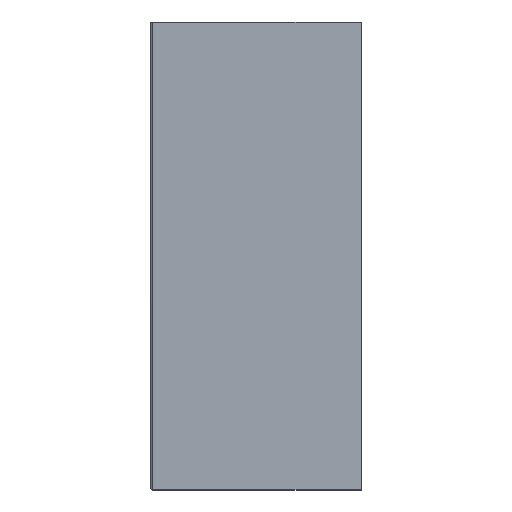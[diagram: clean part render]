
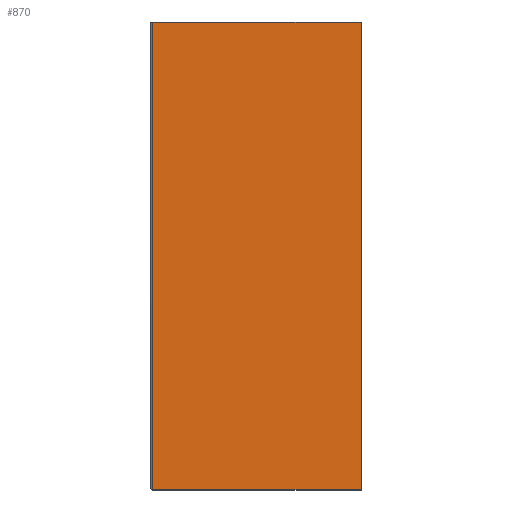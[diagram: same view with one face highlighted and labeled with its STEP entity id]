
A CAD part, left-side view. The second image highlights one B-rep face of the part: STEP entity #870.
In plain terms, the highlighted planar face has unit normal (-1, 0, 0).
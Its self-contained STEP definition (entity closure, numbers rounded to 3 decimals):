
#41 = ORIENTED_EDGE ( 'NONE', *, *, #929, .F. ) ;
#59 = CARTESIAN_POINT ( 'NONE',  ( 0., 0., 0. ) ) ;
#94 = LINE ( 'NONE', #59, #1506 ) ;
#163 = VECTOR ( 'NONE', #1368, 1000. ) ;
#182 = DIRECTION ( 'NONE',  ( 1., 0., 0. ) ) ;
#198 = EDGE_CURVE ( 'NONE', #1141, #1553, #392, .T. ) ;
#208 = EDGE_CURVE ( 'NONE', #1553, #521, #1234, .T. ) ;
#333 = DIRECTION ( 'NONE',  ( 0., 0., -1. ) ) ;
#344 = DIRECTION ( 'NONE',  ( 0., -1., 0. ) ) ;
#392 = LINE ( 'NONE', #802, #163 ) ;
#399 = VECTOR ( 'NONE', #1785, 1000. ) ;
#521 = VERTEX_POINT ( 'NONE', #1590 ) ;
#550 = ORIENTED_EDGE ( 'NONE', *, *, #208, .T. ) ;
#615 = PLANE ( 'NONE',  #1353 ) ;
#653 = ORIENTED_EDGE ( 'NONE', *, *, #1427, .F. ) ;
#770 = CARTESIAN_POINT ( 'NONE',  ( 0., 0., 0. ) ) ;
#802 = CARTESIAN_POINT ( 'NONE',  ( 0., 119.5, 0. ) ) ;
#870 = ADVANCED_FACE ( 'NONE', ( #1170 ), #615, .F. ) ;
#929 = EDGE_CURVE ( 'NONE', #1141, #1019, #94, .T. ) ;
#1019 = VERTEX_POINT ( 'NONE', #770 ) ;
#1092 = CARTESIAN_POINT ( 'NONE',  ( 0., 0., -268. ) ) ;
#1126 = DIRECTION ( 'NONE',  ( 0., -1., 0. ) ) ;
#1135 = CARTESIAN_POINT ( 'NONE',  ( 0., 119.5, -268. ) ) ;
#1141 = VERTEX_POINT ( 'NONE', #1820 ) ;
#1167 = ORIENTED_EDGE ( 'NONE', *, *, #198, .T. ) ;
#1170 = FACE_OUTER_BOUND ( 'NONE', #1487, .T. ) ;
#1202 = VECTOR ( 'NONE', #1126, 1000. ) ;
#1234 = LINE ( 'NONE', #1092, #1202 ) ;
#1353 = AXIS2_PLACEMENT_3D ( 'NONE', #1462, #182, #333 ) ;
#1368 = DIRECTION ( 'NONE',  ( 0., 0., -1. ) ) ;
#1427 = EDGE_CURVE ( 'NONE', #1019, #521, #1641, .T. ) ;
#1462 = CARTESIAN_POINT ( 'NONE',  ( 0., 0., 0. ) ) ;
#1487 = EDGE_LOOP ( 'NONE', ( #653, #41, #1167, #550 ) ) ;
#1506 = VECTOR ( 'NONE', #344, 1000. ) ;
#1553 = VERTEX_POINT ( 'NONE', #1135 ) ;
#1590 = CARTESIAN_POINT ( 'NONE',  ( 0., 0., -268. ) ) ;
#1641 = LINE ( 'NONE', #1648, #399 ) ;
#1648 = CARTESIAN_POINT ( 'NONE',  ( 0., 0., 0. ) ) ;
#1785 = DIRECTION ( 'NONE',  ( 0., 0., -1. ) ) ;
#1820 = CARTESIAN_POINT ( 'NONE',  ( 0., 119.5, 0. ) ) ;
